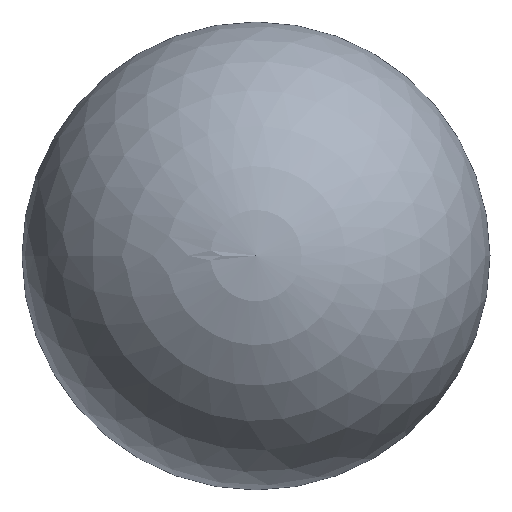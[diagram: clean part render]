
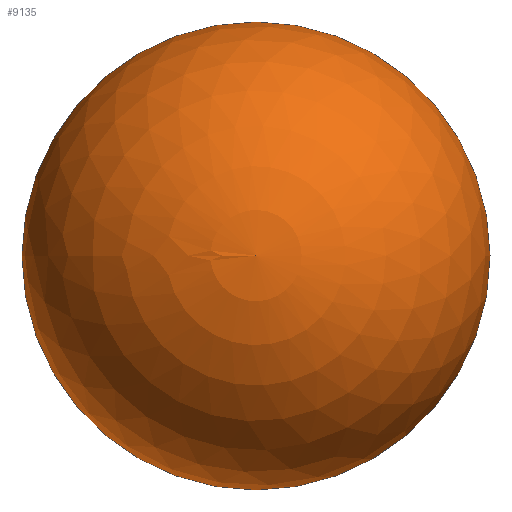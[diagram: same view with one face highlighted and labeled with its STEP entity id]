
A CAD part, top view. The second image highlights one B-rep face of the part: STEP entity #9135.
In plain terms, the highlighted spherical face has radius 100 mm.
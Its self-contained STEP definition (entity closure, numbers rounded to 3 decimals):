
#961 = ORIENTED_EDGE ( 'NONE', *, *, #5137, .F. ) ;
#1167 = CARTESIAN_POINT ( 'NONE',  ( 0., 0., 0. ) ) ;
#1654 = SPHERICAL_SURFACE ( 'NONE', #4801, 100. ) ;
#1680 = EDGE_CURVE ( 'NONE', #3878, #4223, #6382, .T. ) ;
#2521 = ORIENTED_EDGE ( 'NONE', *, *, #1680, .F. ) ;
#3499 = EDGE_LOOP ( 'NONE', ( #961, #2521 ) ) ;
#3663 = DIRECTION ( 'NONE',  ( -1., 0., 0. ) ) ;
#3878 = VERTEX_POINT ( 'NONE', #5916 ) ;
#4223 = VERTEX_POINT ( 'NONE', #8206 ) ;
#4378 = CARTESIAN_POINT ( 'NONE',  ( 0., 0., 0. ) ) ;
#4415 = DIRECTION ( 'NONE',  ( -1., 0., 0. ) ) ;
#4801 = AXIS2_PLACEMENT_3D ( 'NONE', #4378, #9756, #4415 ) ;
#4980 = DIRECTION ( 'NONE',  ( 0., 0., -1. ) ) ;
#5137 = EDGE_CURVE ( 'NONE', #4223, #3878, #8437, .T. ) ;
#5916 = CARTESIAN_POINT ( 'NONE',  ( 100., 0., 0. ) ) ;
#5981 = AXIS2_PLACEMENT_3D ( 'NONE', #1167, #4980, #9641 ) ;
#6382 = CIRCLE ( 'NONE', #8865, 100. ) ;
#6763 = DIRECTION ( 'NONE',  ( 0., 0., -1. ) ) ;
#6896 = FACE_OUTER_BOUND ( 'NONE', #3499, .T. ) ;
#8206 = CARTESIAN_POINT ( 'NONE',  ( -100., 0., 0. ) ) ;
#8348 = CARTESIAN_POINT ( 'NONE',  ( 0., 0., 0. ) ) ;
#8437 = CIRCLE ( 'NONE', #5981, 100. ) ;
#8865 = AXIS2_PLACEMENT_3D ( 'NONE', #8348, #6763, #3663 ) ;
#9135 = ADVANCED_FACE ( 'NONE', ( #6896 ), #1654, .T. ) ;
#9641 = DIRECTION ( 'NONE',  ( -1., 0., 0. ) ) ;
#9756 = DIRECTION ( 'NONE',  ( 0., 0., 1. ) ) ;
